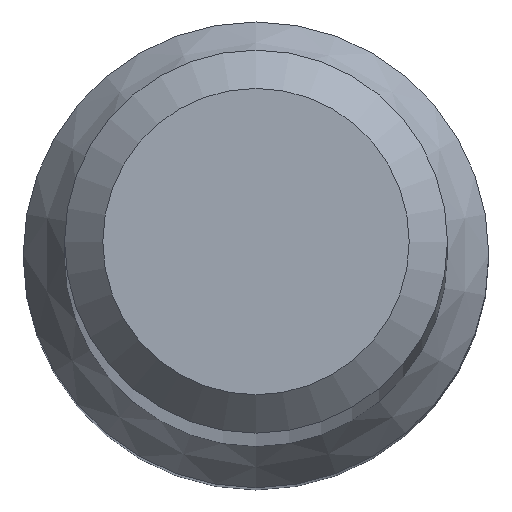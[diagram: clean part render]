
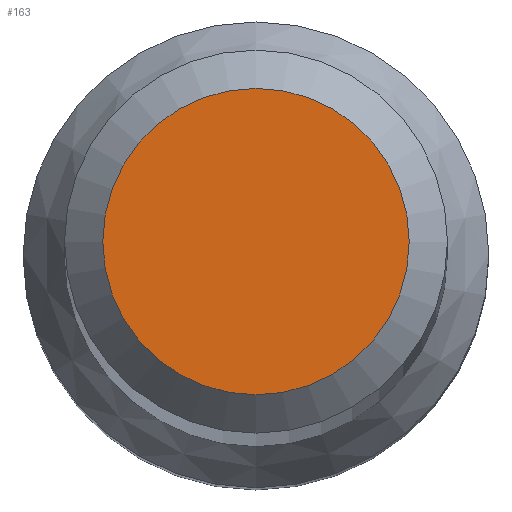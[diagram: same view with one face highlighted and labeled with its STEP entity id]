
A CAD part, top view. The second image highlights one B-rep face of the part: STEP entity #163.
In plain terms, the highlighted planar face has unit normal (0, 0, 1).
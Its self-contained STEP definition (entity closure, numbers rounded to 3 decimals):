
#50 = EDGE_LOOP ( 'NONE', ( #86 ) ) ;
#57 = CARTESIAN_POINT ( 'NONE',  ( 0., 0., 70. ) ) ;
#84 = CARTESIAN_POINT ( 'NONE',  ( 0., 1.2, 70. ) ) ;
#86 = ORIENTED_EDGE ( 'NONE', *, *, #229, .F. ) ;
#91 = DIRECTION ( 'NONE',  ( 0., 1., 0. ) ) ;
#98 = DIRECTION ( 'NONE',  ( 0., 0., 1. ) ) ;
#101 = VERTEX_POINT ( 'NONE', #84 ) ;
#127 = CIRCLE ( 'NONE', #184, 1.2 ) ;
#136 = FACE_OUTER_BOUND ( 'NONE', #50, .T. ) ;
#137 = DIRECTION ( 'NONE',  ( 0., 0., -1. ) ) ;
#163 = ADVANCED_FACE ( 'NONE', ( #136 ), #226, .T. ) ;
#169 = DIRECTION ( 'NONE',  ( 0., -1., 0. ) ) ;
#181 = AXIS2_PLACEMENT_3D ( 'NONE', #213, #98, #169 ) ;
#184 = AXIS2_PLACEMENT_3D ( 'NONE', #57, #137, #91 ) ;
#213 = CARTESIAN_POINT ( 'NONE',  ( 0., 0., 70. ) ) ;
#226 = PLANE ( 'NONE',  #181 ) ;
#229 = EDGE_CURVE ( 'NONE', #101, #101, #127, .T. ) ;
